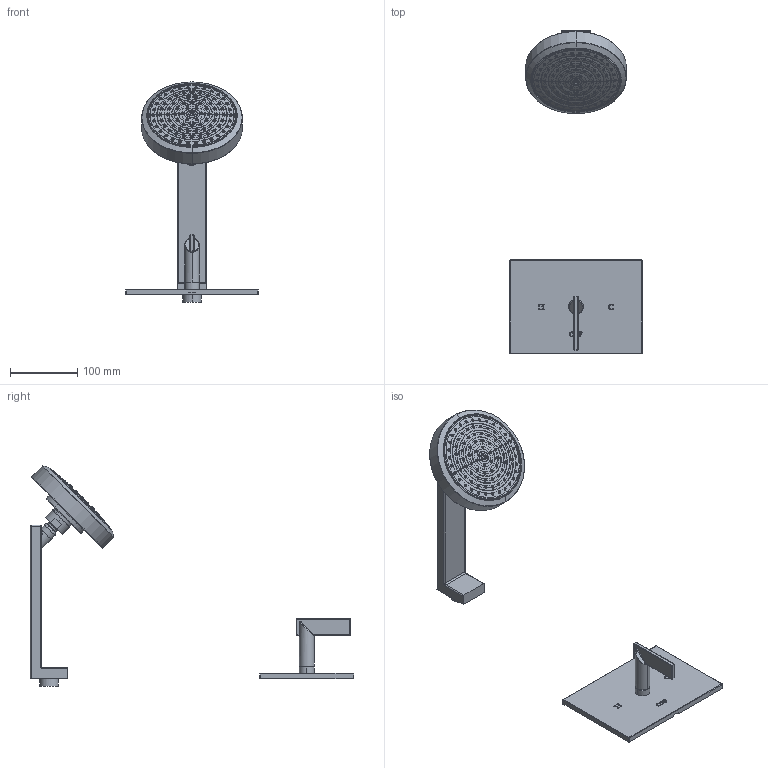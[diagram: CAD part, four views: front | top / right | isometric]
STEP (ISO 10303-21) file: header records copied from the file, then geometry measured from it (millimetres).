
FILE_DESCRIPTION((''),'2;1');
FILE_NAME('3-2544BP','2021-08-26T17:48:34',('rsmith'),(''),'CREO PARAMETRIC BY PTC INC, 2018400','CREO PARAMETRIC BY PTC INC, 2018400','');
FILE_SCHEMA(('AUTOMOTIVE_DESIGN { 1 0 10303 214 1 1 1 1 }'));
Products named in the file (1): 3-2544BP
Bounding box: 196.85 x 481.33 x 327.83 mm (x, y, z)
Volume: 540248.2 mm3; surface area: 241021.9 mm2
Topology: 64 solids, 64 shells, 1928 faces, 4952 edges, 3193 vertices
Faces by surface type: cylinder 836, plane 397, torus 234, cone 192, extrusion 178, sphere 72, bspline 19
Entity records: 111511 total; most frequent: CARTESIAN_POINT 37882, ORIENTED_EDGE 9900, DIRECTION 9889, PRESENTATION_STYLE_ASSIGNMENT 6407, STYLED_ITEM 5016, CURVE_STYLE 4950, EDGE_CURVE 4950, AXIS2_PLACEMENT_3D 4119
